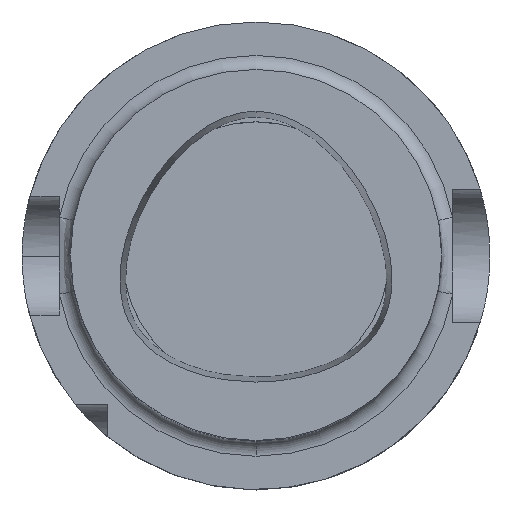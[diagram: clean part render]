
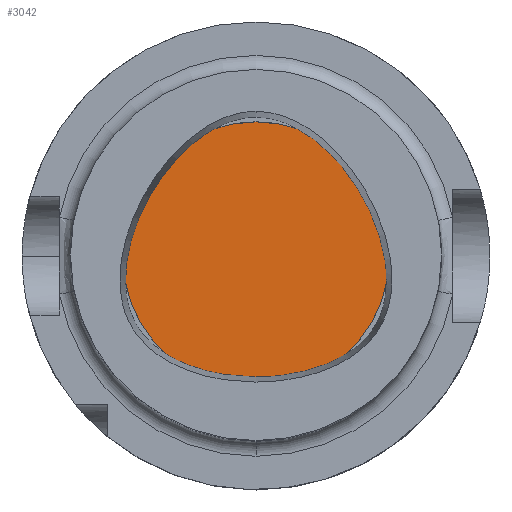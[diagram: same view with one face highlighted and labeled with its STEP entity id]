
A CAD part, top view. The second image highlights one B-rep face of the part: STEP entity #3042.
In plain terms, the highlighted planar face has unit normal (0, 0, 1).
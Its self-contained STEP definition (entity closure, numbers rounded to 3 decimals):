
#314 = EDGE_LOOP ( 'NONE', ( #2552, #761 ) ) ;
#608 = CIRCLE ( 'NONE', #2822, 18. ) ;
#634 = DIRECTION ( 'NONE',  ( 0., 0., -1. ) ) ;
#733 = DIRECTION ( 'NONE',  ( -1., 0., 0. ) ) ;
#761 = ORIENTED_EDGE ( 'NONE', *, *, #4034, .F. ) ;
#898 = VERTEX_POINT ( 'NONE', #2520 ) ;
#1398 = FACE_OUTER_BOUND ( 'NONE', #314, .T. ) ;
#1776 = DIRECTION ( 'NONE',  ( 0., -1., 0. ) ) ;
#1814 = PLANE ( 'NONE',  #2653 ) ;
#2112 = CARTESIAN_POINT ( 'NONE',  ( 0., 0., 52.6 ) ) ;
#2151 = DIRECTION ( 'NONE',  ( 0., 0., -1. ) ) ;
#2164 = EDGE_CURVE ( 'NONE', #898, #2276, #3143, .T. ) ;
#2201 = AXIS2_PLACEMENT_3D ( 'NONE', #2873, #2151, #733 ) ;
#2276 = VERTEX_POINT ( 'NONE', #4318 ) ;
#2520 = CARTESIAN_POINT ( 'NONE',  ( -18., 0., 52.6 ) ) ;
#2552 = ORIENTED_EDGE ( 'NONE', *, *, #2164, .F. ) ;
#2653 = AXIS2_PLACEMENT_3D ( 'NONE', #4271, #2890, #1776 ) ;
#2822 = AXIS2_PLACEMENT_3D ( 'NONE', #2112, #634, #4597 ) ;
#2873 = CARTESIAN_POINT ( 'NONE',  ( 0., 0., 52.6 ) ) ;
#2890 = DIRECTION ( 'NONE',  ( 0., 0., 1. ) ) ;
#3042 = ADVANCED_FACE ( 'NONE', ( #1398 ), #1814, .T. ) ;
#3143 = CIRCLE ( 'NONE', #2201, 18. ) ;
#4034 = EDGE_CURVE ( 'NONE', #2276, #898, #608, .T. ) ;
#4271 = CARTESIAN_POINT ( 'NONE',  ( 0., 0., 52.6 ) ) ;
#4318 = CARTESIAN_POINT ( 'NONE',  ( 18., 0., 52.6 ) ) ;
#4597 = DIRECTION ( 'NONE',  ( -1., 0., 0. ) ) ;
